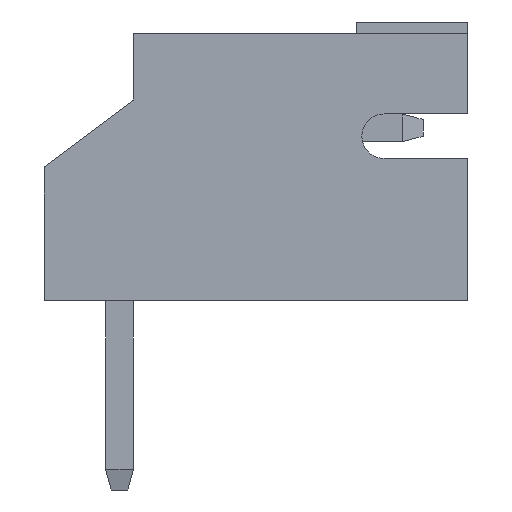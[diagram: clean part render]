
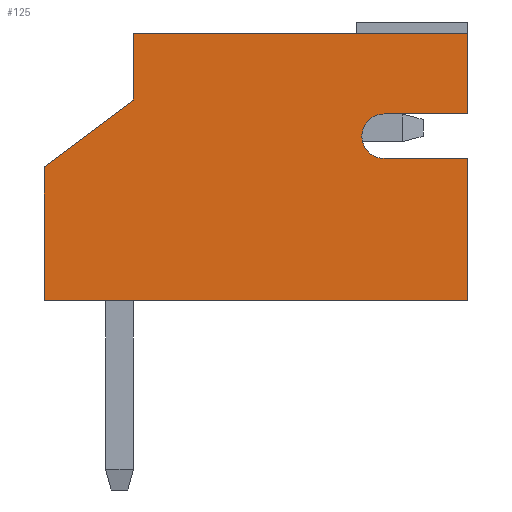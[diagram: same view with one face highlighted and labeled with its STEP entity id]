
A CAD part, left-side view. The second image highlights one B-rep face of the part: STEP entity #125.
In plain terms, the highlighted planar face has unit normal (-1, 0, 0).
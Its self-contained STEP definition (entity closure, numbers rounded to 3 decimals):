
#125=ADVANCED_FACE('',(#1180),#1182,.T.);
#1180=FACE_BOUND('',#1181,.T.);
#1181=EDGE_LOOP('',(#2030,#2031,#2032,#2033,#2034,#2035,#2036,#2037,#2038,#2039));
#1182=PLANE('',#1183);
#1183=AXIS2_PLACEMENT_3D('',#1184,#1185,#1186);
#1184=CARTESIAN_POINT('',(-1.95,0.,0.));
#1185=DIRECTION('',(-1.,0.,0.));
#1186=DIRECTION('',(0.,0.,1.));
#2030=ORIENTED_EDGE('',*,*,#2651,.T.);
#2031=ORIENTED_EDGE('',*,*,#2611,.T.);
#2032=ORIENTED_EDGE('',*,*,#2645,.T.);
#2033=ORIENTED_EDGE('',*,*,#2652,.T.);
#2034=ORIENTED_EDGE('',*,*,#2653,.T.);
#2035=ORIENTED_EDGE('',*,*,#2654,.T.);
#2036=ORIENTED_EDGE('',*,*,#2655,.T.);
#2037=ORIENTED_EDGE('',*,*,#2656,.T.);
#2038=ORIENTED_EDGE('',*,*,#2657,.T.);
#2039=ORIENTED_EDGE('',*,*,#2658,.T.);
#2611=EDGE_CURVE('',#2936,#2934,#2937,.T.);
#2645=EDGE_CURVE('',#2934,#2998,#3000,.T.);
#2651=EDGE_CURVE('',#3008,#2936,#3009,.F.);
#2652=EDGE_CURVE('',#2998,#3010,#3011,.T.);
#2653=EDGE_CURVE('',#3010,#3012,#3013,.T.);
#2654=EDGE_CURVE('',#3012,#3014,#3015,.T.);
#2655=EDGE_CURVE('',#3014,#3016,#3017,.T.);
#2656=EDGE_CURVE('',#3016,#3018,#3019,.T.);
#2657=EDGE_CURVE('',#3018,#3020,#3021,.F.);
#2658=EDGE_CURVE('',#3020,#3008,#3022,.F.);
#2934=VERTEX_POINT('',#3465);
#2936=VERTEX_POINT('',#3469);
#2937=LINE('',#3470,#3471);
#2998=VERTEX_POINT('',#3597);
#3000=LINE('',#3601,#3602);
#3008=VERTEX_POINT('',#3621);
#3009=LINE('',#3622,#3623);
#3010=VERTEX_POINT('',#3625);
#3011=LINE('',#3626,#3627);
#3012=VERTEX_POINT('',#3629);
#3013=LINE('',#3630,#3631);
#3014=VERTEX_POINT('',#3633);
#3015=LINE('',#3634,#3635);
#3016=VERTEX_POINT('',#3637);
#3017=LINE('',#3638,#3639);
#3018=VERTEX_POINT('',#3641);
#3019=LINE('',#3642,#3643);
#3020=VERTEX_POINT('',#3645);
#3021=LINE('',#3646,#3647);
#3022=CIRCLE('',#3649,0.4);
#3465=CARTESIAN_POINT('',(-1.95,-6.25,4.8));
#3469=CARTESIAN_POINT('',(-1.95,-6.25,3.35));
#3470=CARTESIAN_POINT('',(-1.95,-6.25,3.35));
#3471=VECTOR('',#3472,1.);
#3472=DIRECTION('',(0.,0.,1.));
#3597=CARTESIAN_POINT('',(-1.95,-0.25,4.8));
#3601=CARTESIAN_POINT('',(-1.95,-6.25,4.8));
#3602=VECTOR('',#3603,1.);
#3603=DIRECTION('',(0.,1.,0.));
#3621=CARTESIAN_POINT('',(-1.95,-4.75,3.35));
#3622=CARTESIAN_POINT('',(-1.95,-6.25,3.35));
#3623=VECTOR('',#3624,1.);
#3624=DIRECTION('',(0.,1.,0.));
#3625=CARTESIAN_POINT('',(-1.95,-0.25,3.6));
#3626=CARTESIAN_POINT('',(-1.95,-0.25,4.8));
#3627=VECTOR('',#3628,1.);
#3628=DIRECTION('',(0.,0.,-1.));
#3629=CARTESIAN_POINT('',(-1.95,1.35,2.4));
#3630=CARTESIAN_POINT('',(-1.95,-0.25,3.6));
#3631=VECTOR('',#3632,1.);
#3632=DIRECTION('',(0.,0.8,-0.6));
#3633=CARTESIAN_POINT('',(-1.95,1.35,0.));
#3634=CARTESIAN_POINT('',(-1.95,1.35,2.4));
#3635=VECTOR('',#3636,1.);
#3636=DIRECTION('',(0.,0.,-1.));
#3637=CARTESIAN_POINT('',(-1.95,-6.25,0.));
#3638=CARTESIAN_POINT('',(-1.95,1.35,0.));
#3639=VECTOR('',#3640,1.);
#3640=DIRECTION('',(0.,-1.,0.));
#3641=CARTESIAN_POINT('',(-1.95,-6.25,2.55));
#3642=CARTESIAN_POINT('',(-1.95,-6.25,0.));
#3643=VECTOR('',#3644,1.);
#3644=DIRECTION('',(0.,0.,1.));
#3645=CARTESIAN_POINT('',(-1.95,-4.75,2.55));
#3646=CARTESIAN_POINT('',(-1.95,-4.75,2.55));
#3647=VECTOR('',#3648,1.);
#3648=DIRECTION('',(0.,-1.,0.));
#3649=AXIS2_PLACEMENT_3D('',#3650,#3651,#3652);
#3650=CARTESIAN_POINT('',(-1.95,-4.75,2.95));
#3651=DIRECTION('',(-1.,0.,0.));
#3652=DIRECTION('',(0.,0.,1.));
